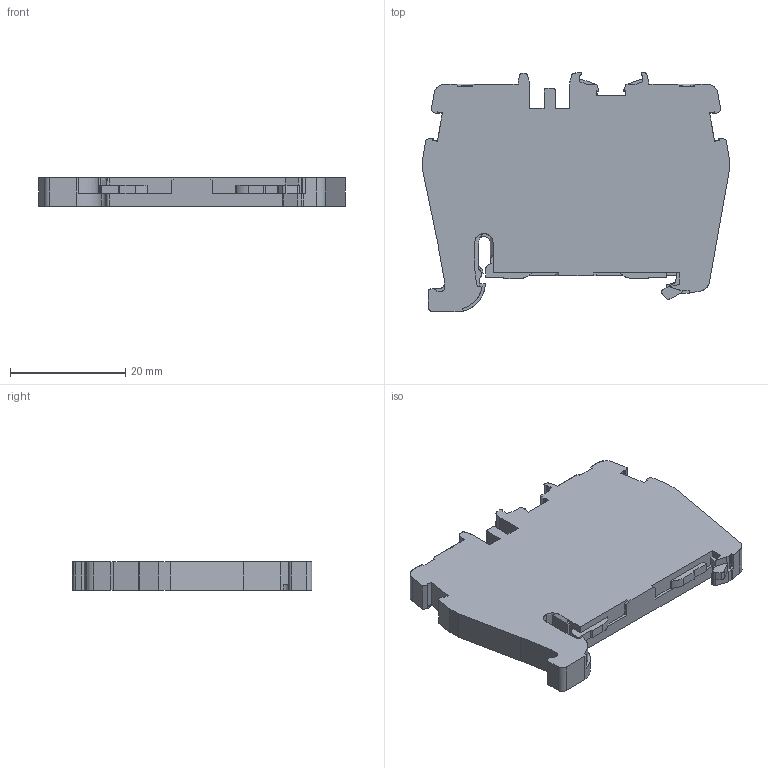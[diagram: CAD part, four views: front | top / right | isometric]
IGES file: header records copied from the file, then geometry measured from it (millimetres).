
Start section: SolidWorks IGES file using analytic representation for surfaces
Global section: file name: 336500_PYK 2,5 T.IGS; native system: SolidWorks 2015; preprocessor: SolidWorks 2015; author: guveng; date: 150807.122248; units: millimetre
Bounding box: 53.3 x 41.69 x 5 mm (x, y, z)
Surface area: 4637.7 mm2 (no closed solid volume)
Topology: 0 solids, 0 shells, 285 faces, 2866 edges, 3700 vertices
Faces by surface type: bspline 190, revolution 95
